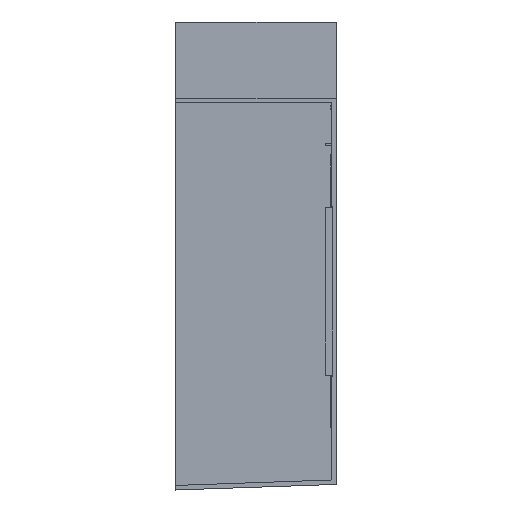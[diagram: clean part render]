
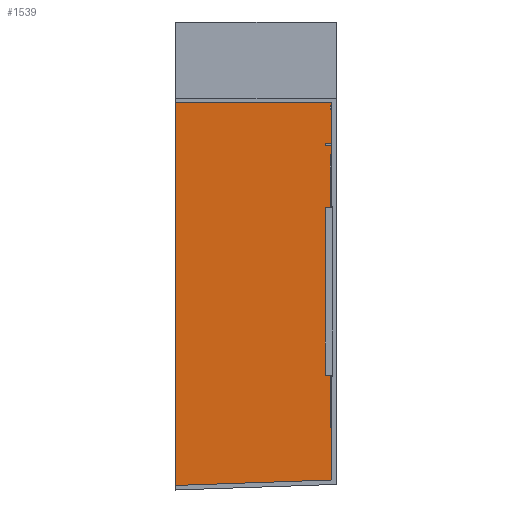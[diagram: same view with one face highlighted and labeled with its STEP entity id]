
A CAD part, front view. The second image highlights one B-rep face of the part: STEP entity #1539.
In plain terms, the highlighted planar face has unit normal (-0.035, -0.999, 0).
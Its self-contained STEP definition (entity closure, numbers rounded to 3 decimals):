
#31 = CARTESIAN_POINT ( 'NONE',  ( 0., 88.129, 160. ) ) ;
#134 = VERTEX_POINT ( 'NONE', #387 ) ;
#163 = DIRECTION ( 'NONE',  ( -0.035, -0.999, 0. ) ) ;
#183 = CARTESIAN_POINT ( 'NONE',  ( 0., 88.129, 160. ) ) ;
#238 = VECTOR ( 'NONE', #1279, 1000. ) ;
#251 = LINE ( 'NONE', #1656, #238 ) ;
#327 = VERTEX_POINT ( 'NONE', #183 ) ;
#363 = PLANE ( 'NONE',  #552 ) ;
#380 = DIRECTION ( 'NONE',  ( 0.999, -0.035, 0.035 ) ) ;
#387 = CARTESIAN_POINT ( 'NONE',  ( 0., 88.129, -50.479 ) ) ;
#552 = AXIS2_PLACEMENT_3D ( 'NONE', #795, #163, #1085 ) ;
#594 = EDGE_CURVE ( 'NONE', #686, #1084, #251, .T. ) ;
#605 = VECTOR ( 'NONE', #897, 1000. ) ;
#636 = EDGE_LOOP ( 'NONE', ( #1153, #770, #1796, #1516 ) ) ;
#655 = LINE ( 'NONE', #31, #605 ) ;
#686 = VERTEX_POINT ( 'NONE', #1018 ) ;
#770 = ORIENTED_EDGE ( 'NONE', *, *, #841, .T. ) ;
#787 = CARTESIAN_POINT ( 'NONE',  ( 6.056, 87.918, 160. ) ) ;
#795 = CARTESIAN_POINT ( 'NONE',  ( 71., 85.65, 160. ) ) ;
#817 = EDGE_CURVE ( 'NONE', #327, #686, #1652, .T. ) ;
#841 = EDGE_CURVE ( 'NONE', #134, #1084, #1478, .T. ) ;
#859 = DIRECTION ( 'NONE',  ( 0.999, -0.035, 0. ) ) ;
#897 = DIRECTION ( 'NONE',  ( 0., 0., -1. ) ) ;
#1018 = CARTESIAN_POINT ( 'NONE',  ( 71., 85.65, 160. ) ) ;
#1084 = VERTEX_POINT ( 'NONE', #1746 ) ;
#1085 = DIRECTION ( 'NONE',  ( 0.999, -0.035, 0. ) ) ;
#1153 = ORIENTED_EDGE ( 'NONE', *, *, #1207, .T. ) ;
#1207 = EDGE_CURVE ( 'NONE', #327, #134, #655, .T. ) ;
#1279 = DIRECTION ( 'NONE',  ( 0., 0., -1. ) ) ;
#1412 = VECTOR ( 'NONE', #380, 1000. ) ;
#1478 = LINE ( 'NONE', #1604, #1412 ) ;
#1516 = ORIENTED_EDGE ( 'NONE', *, *, #817, .F. ) ;
#1539 = ADVANCED_FACE ( 'NONE', ( #1556 ), #363, .T. ) ;
#1556 = FACE_OUTER_BOUND ( 'NONE', #636, .T. ) ;
#1604 = CARTESIAN_POINT ( 'NONE',  ( 78.246, 85.397, -47.747 ) ) ;
#1635 = VECTOR ( 'NONE', #859, 1000. ) ;
#1652 = LINE ( 'NONE', #787, #1635 ) ;
#1656 = CARTESIAN_POINT ( 'NONE',  ( 71., 85.65, 160. ) ) ;
#1746 = CARTESIAN_POINT ( 'NONE',  ( 71., 85.65, -48. ) ) ;
#1796 = ORIENTED_EDGE ( 'NONE', *, *, #594, .F. ) ;
